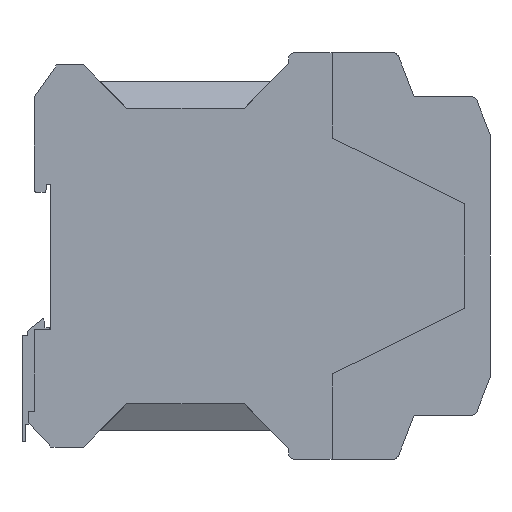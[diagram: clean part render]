
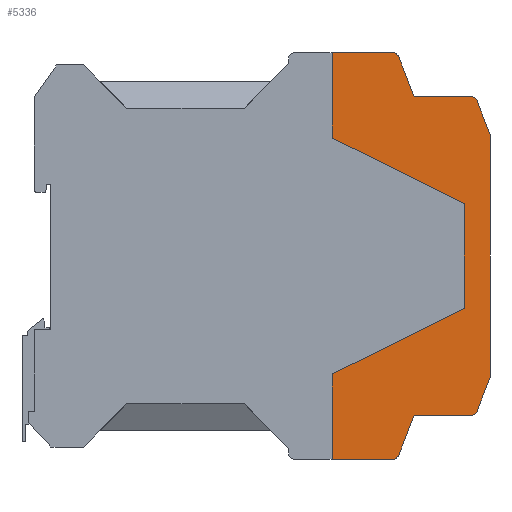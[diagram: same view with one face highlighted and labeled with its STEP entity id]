
A CAD part, left-side view. The second image highlights one B-rep face of the part: STEP entity #5336.
In plain terms, the highlighted planar face has unit normal (-1, 0, 0).
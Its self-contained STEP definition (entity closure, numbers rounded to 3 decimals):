
#3963=CARTESIAN_POINT('POINT5758',(-11.3,-68.5,
   -28.75));
#3964=VERTEX_POINT('VERTEX5758',#3963);
#3967=CARTESIAN_POINT('POINT5759',(-11.3,-100.7,
   -12.7));
#3968=VERTEX_POINT('VERTEX5759',#3967);
#3969=CARTESIAN_POINT('POS10608',(-11.3,-100.7,
   -12.7));
#3970=DIRECTION('DIR14376',(0.,0.895,
   -0.446));
#3971=VECTOR('VEC6840',#3970,1.);
#3972=LINE('STRAIGHT6840',#3969,#3971);
#3973=EDGE_CURVE('EDGE8649',#3968,#3964,#3972,.T.);
#3989=CARTESIAN_POINT('POINT5761',(-11.3,-100.7,
   12.7));
#3990=VERTEX_POINT('VERTEX5761',#3989);
#3991=CARTESIAN_POINT('POS10610',(-11.3,-100.7,
   12.7));
#3992=DIRECTION('DIR14378',(0.,0.,-1.));
#3993=VECTOR('VEC6842',#3992,1.);
#3994=LINE('STRAIGHT6842',#3991,#3993);
#3995=EDGE_CURVE('EDGE8652',#3990,#3968,#3994,.T.);
#4011=CARTESIAN_POINT('POINT5763',(-11.3,-68.5,
   28.75));
#4012=VERTEX_POINT('VERTEX5763',#4011);
#4013=CARTESIAN_POINT('POS10612',(-11.3,-68.5,
   28.75));
#4014=DIRECTION('DIR14380',(0.,-0.895,
   -0.446));
#4015=VECTOR('VEC6844',#4014,1.);
#4016=LINE('STRAIGHT6844',#4013,#4015);
#4017=EDGE_CURVE('EDGE8655',#4012,#3990,#4016,.T.);
#4025=CARTESIAN_POINT('POINT5764',(-11.3,-103.838,
   -37.838));
#4026=VERTEX_POINT('VERTEX5764',#4025);
#4029=CARTESIAN_POINT('POINT5765',(-11.3,-102.438,
   -38.8));
#4030=VERTEX_POINT('VERTEX5765',#4029);
#4031=CARTESIAN_POINT('POS10613',(-11.3,-102.438,
   -37.3));
#4032=DIRECTION('DIR14381',(-1.,0.,0.));
#4033=DIRECTION('DIR14382',(0.,0.,-1.));
#4034=AXIS2_PLACEMENT_3D('AXIS3769',#4031,#4032,#4033);
#4035=CIRCLE('ELLIPSE859',#4034,1.5);
#4036=EDGE_CURVE('EDGE8658',#4030,#4026,#4035,.T.);
#4049=CARTESIAN_POINT('POINT5766',(-11.3,-88.5,
   -38.8));
#4050=VERTEX_POINT('VERTEX5766',#4049);
#4051=CARTESIAN_POINT('POS10615',(-11.3,-88.5,
   -38.8));
#4052=DIRECTION('DIR14384',(0.,-1.,0.));
#4053=VECTOR('VEC6846',#4052,1.);
#4054=LINE('STRAIGHT6846',#4051,#4053);
#4055=EDGE_CURVE('EDGE8660',#4050,#4030,#4054,.T.);
#4064=CARTESIAN_POINT('POINT5767',(-11.3,-84.769,
   -48.537));
#4065=VERTEX_POINT('VERTEX5767',#4064);
#4066=CARTESIAN_POINT('POS10616',(-11.3,-84.769,
   -48.537));
#4067=DIRECTION('DIR14385',(0.,-0.358,
   0.934));
#4068=VECTOR('VEC6847',#4067,1.);
#4069=LINE('STRAIGHT6847',#4066,#4068);
#4070=EDGE_CURVE('EDGE8662',#4065,#4050,#4069,.T.);
#4079=CARTESIAN_POINT('POINT5768',(-11.3,-83.368,
   -49.5));
#4080=VERTEX_POINT('VERTEX5768',#4079);
#4081=CARTESIAN_POINT('POS10617',(-11.3,-83.368,
   -48.));
#4082=DIRECTION('DIR14386',(-1.,0.,0.));
#4083=DIRECTION('DIR14387',(0.,0.,-1.));
#4084=AXIS2_PLACEMENT_3D('AXIS3770',#4081,#4082,#4083);
#4085=CIRCLE('ELLIPSE860',#4084,1.5);
#4086=EDGE_CURVE('EDGE8664',#4080,#4065,#4085,.T.);
#4099=CARTESIAN_POINT('POINT5769',(-11.3,-68.5,
   -49.5));
#4100=VERTEX_POINT('VERTEX5769',#4099);
#4101=CARTESIAN_POINT('POS10619',(-11.3,-68.5,
   -49.5));
#4102=DIRECTION('DIR14389',(0.,-1.,0.));
#4103=VECTOR('VEC6849',#4102,1.);
#4104=LINE('STRAIGHT6849',#4101,#4103);
#4105=EDGE_CURVE('EDGE8666',#4100,#4080,#4104,.T.);
#4149=CARTESIAN_POINT('POS10625',(-11.3,-68.5,
   -28.75));
#4150=DIRECTION('DIR14396',(0.,0.,-1.));
#4151=VECTOR('VEC6854',#4150,1.);
#4152=LINE('STRAIGHT6854',#4149,#4151);
#4153=EDGE_CURVE('EDGE8672',#3964,#4100,#4152,.T.);
#4357=CARTESIAN_POINT('POINT5788',(-11.3,-107.,
   -29.6));
#4358=VERTEX_POINT('VERTEX5788',#4357);
#4361=CARTESIAN_POINT('POS10650',(-11.3,-103.838,
   -37.838));
#4362=DIRECTION('DIR14427',(0.,-0.358,
   0.934));
#4363=VECTOR('VEC6873',#4362,1.);
#4364=LINE('STRAIGHT6873',#4361,#4363);
#4365=EDGE_CURVE('EDGE8693',#4026,#4358,#4364,.T.);
#4476=CARTESIAN_POINT('POINT5794',(-11.3,-68.5,
   49.5));
#4477=VERTEX_POINT('VERTEX5794',#4476);
#4478=CARTESIAN_POINT('POS10664',(-11.3,-68.5,
   49.5));
#4479=DIRECTION('DIR14445',(0.,0.,-1.));
#4480=VECTOR('VEC6883',#4479,1.);
#4481=LINE('STRAIGHT6883',#4478,#4480);
#4482=EDGE_CURVE('EDGE8703',#4477,#4012,#4481,.T.);
#5262=ORIENTED_EDGE('COEDGE17465',*,*,#4153,.T.);
#5263=ORIENTED_EDGE('COEDGE17466',*,*,#4105,.T.);
#5264=ORIENTED_EDGE('COEDGE17467',*,*,#4086,.T.);
#5265=ORIENTED_EDGE('COEDGE17468',*,*,#4070,.T.);
#5266=ORIENTED_EDGE('COEDGE17469',*,*,#4055,.T.);
#5267=ORIENTED_EDGE('COEDGE17470',*,*,#4036,.T.);
#5268=ORIENTED_EDGE('COEDGE17471',*,*,#4365,.T.);
#5269=CARTESIAN_POINT('POINT5829',(-11.3,-107.,
   29.6));
#5270=VERTEX_POINT('VERTEX5829',#5269);
#5271=CARTESIAN_POINT('POS10749',(-11.3,-107.,
   -29.6));
#5272=DIRECTION('DIR14563',(0.,0.,1.));
#5273=VECTOR('VEC6935',#5272,1.);
#5274=LINE('STRAIGHT6935',#5271,#5273);
#5275=EDGE_CURVE('EDGE8768',#4358,#5270,#5274,.T.);
#5276=ORIENTED_EDGE('COEDGE17472',*,*,#5275,.T.);
#5277=CARTESIAN_POINT('POINT5830',(-11.3,-103.838,
   37.838));
#5278=VERTEX_POINT('VERTEX5830',#5277);
#5279=CARTESIAN_POINT('POS10750',(-11.3,-107.,
   29.6));
#5280=DIRECTION('DIR14564',(0.,0.358,
   0.934));
#5281=VECTOR('VEC6936',#5280,1.);
#5282=LINE('STRAIGHT6936',#5279,#5281);
#5283=EDGE_CURVE('EDGE8769',#5270,#5278,#5282,.T.);
#5284=ORIENTED_EDGE('COEDGE17473',*,*,#5283,.T.);
#5285=CARTESIAN_POINT('POINT5831',(-11.3,-102.438,
   38.8));
#5286=VERTEX_POINT('VERTEX5831',#5285);
#5287=CARTESIAN_POINT('POS10751',(-11.3,-102.438,
   37.3));
#5288=DIRECTION('DIR14565',(-1.,0.,0.));
#5289=DIRECTION('DIR14566',(0.,-0.934,
   0.358));
#5290=AXIS2_PLACEMENT_3D('AXIS3815',#5287,#5288,#5289);
#5291=CIRCLE('ELLIPSE869',#5290,1.5);
#5292=EDGE_CURVE('EDGE8770',#5278,#5286,#5291,.T.);
#5293=ORIENTED_EDGE('COEDGE17474',*,*,#5292,.T.);
#5294=CARTESIAN_POINT('POINT5832',(-11.3,-88.5,
   38.8));
#5295=VERTEX_POINT('VERTEX5832',#5294);
#5296=CARTESIAN_POINT('POS10752',(-11.3,-102.438,
   38.8));
#5297=DIRECTION('DIR14567',(0.,1.,0.));
#5298=VECTOR('VEC6937',#5297,1.);
#5299=LINE('STRAIGHT6937',#5296,#5298);
#5300=EDGE_CURVE('EDGE8771',#5286,#5295,#5299,.T.);
#5301=ORIENTED_EDGE('COEDGE17475',*,*,#5300,.T.);
#5302=CARTESIAN_POINT('POINT5833',(-11.3,-84.769,
   48.537));
#5303=VERTEX_POINT('VERTEX5833',#5302);
#5304=CARTESIAN_POINT('POS10753',(-11.3,-88.5,
   38.8));
#5305=DIRECTION('DIR14568',(0.,0.358,
   0.934));
#5306=VECTOR('VEC6938',#5305,1.);
#5307=LINE('STRAIGHT6938',#5304,#5306);
#5308=EDGE_CURVE('EDGE8772',#5295,#5303,#5307,.T.);
#5309=ORIENTED_EDGE('COEDGE17476',*,*,#5308,.T.);
#5310=CARTESIAN_POINT('POINT5834',(-11.3,-83.368,
   49.5));
#5311=VERTEX_POINT('VERTEX5834',#5310);
#5312=CARTESIAN_POINT('POS10754',(-11.3,-83.368,
   48.));
#5313=DIRECTION('DIR14569',(-1.,0.,0.));
#5314=DIRECTION('DIR14570',(0.,-0.934,
   0.358));
#5315=AXIS2_PLACEMENT_3D('AXIS3816',#5312,#5313,#5314);
#5316=CIRCLE('ELLIPSE870',#5315,1.5);
#5317=EDGE_CURVE('EDGE8773',#5303,#5311,#5316,.T.);
#5318=ORIENTED_EDGE('COEDGE17477',*,*,#5317,.T.);
#5319=CARTESIAN_POINT('POS10755',(-11.3,-83.368,
   49.5));
#5320=DIRECTION('DIR14571',(0.,1.,0.));
#5321=VECTOR('VEC6939',#5320,1.);
#5322=LINE('STRAIGHT6939',#5319,#5321);
#5323=EDGE_CURVE('EDGE8774',#5311,#4477,#5322,.T.);
#5324=ORIENTED_EDGE('COEDGE17478',*,*,#5323,.T.);
#5325=ORIENTED_EDGE('COEDGE17479',*,*,#4482,.T.);
#5326=ORIENTED_EDGE('COEDGE17480',*,*,#4017,.T.);
#5327=ORIENTED_EDGE('COEDGE17481',*,*,#3995,.T.);
#5328=ORIENTED_EDGE('COEDGE17482',*,*,#3973,.T.);
#5329=EDGE_LOOP('NONE',(#5262,#5263,#5264,#5265,#5266,#5267,#5268,#5276,
   #5284,#5293,#5301,#5309,#5318,#5324,#5325,#5326,#5327,#5328));
#5330=FACE_BOUND('LOOP1',#5329,.T.);
#5331=CARTESIAN_POINT('POS10756',(-11.3,-89.868,
   0.));
#5332=DIRECTION('DIR14572',(1.,0.,0.));
#5333=DIRECTION('DIR14573',(0.,1.,0.));
#5334=AXIS2_PLACEMENT_3D('AXIS3817',#5331,#5332,#5333);
#5335=PLANE('PLANE2552',#5334);
#5336=ADVANCED_FACE('FACE3567',(#5330),#5335,.F.);
